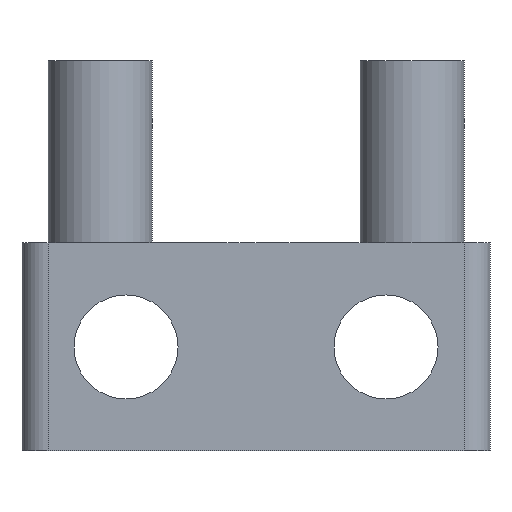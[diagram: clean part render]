
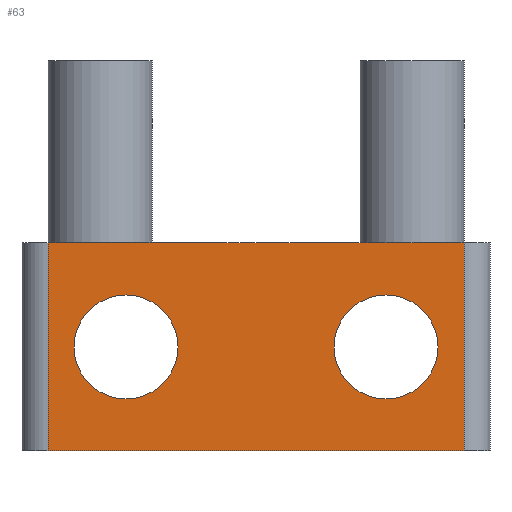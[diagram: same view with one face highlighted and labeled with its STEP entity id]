
A CAD part, left-side view. The second image highlights one B-rep face of the part: STEP entity #63.
In plain terms, the highlighted planar face has unit normal (-1, 0, 0).
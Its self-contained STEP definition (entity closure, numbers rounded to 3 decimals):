
#63=ADVANCED_FACE('',(#197,#199,#201),#203,.T.);
#197=FACE_BOUND('',#198,.T.);
#198=EDGE_LOOP('',(#414,#415,#416,#417));
#199=FACE_BOUND('',#200,.T.);
#200=EDGE_LOOP('',(#418));
#201=FACE_BOUND('',#202,.T.);
#202=EDGE_LOOP('',(#419));
#203=PLANE('',#204);
#204=AXIS2_PLACEMENT_3D('',#205,#206,#207);
#205=CARTESIAN_POINT('',(-8.,9.,0.));
#206=DIRECTION('',(-1.,0.,0.));
#207=DIRECTION('',(0.,-1.,0.));
#414=ORIENTED_EDGE('',*,*,#538,.T.);
#415=ORIENTED_EDGE('',*,*,#508,.F.);
#416=ORIENTED_EDGE('',*,*,#537,.F.);
#417=ORIENTED_EDGE('',*,*,#530,.T.);
#418=ORIENTED_EDGE('',*,*,#539,.T.);
#419=ORIENTED_EDGE('',*,*,#540,.T.);
#508=EDGE_CURVE('',#603,#605,#606,.T.);
#530=EDGE_CURVE('',#642,#640,#643,.T.);
#537=EDGE_CURVE('',#642,#603,#653,.T.);
#538=EDGE_CURVE('',#640,#605,#654,.T.);
#539=EDGE_CURVE('',#655,#655,#656,.T.);
#540=EDGE_CURVE('',#657,#657,#658,.T.);
#603=VERTEX_POINT('',#777);
#605=VERTEX_POINT('',#782);
#606=LINE('',#783,#784);
#640=VERTEX_POINT('',#868);
#642=VERTEX_POINT('',#873);
#643=LINE('',#874,#875);
#653=LINE('',#901,#902);
#654=LINE('',#904,#905);
#655=VERTEX_POINT('',#907);
#656=CIRCLE('',#908,2.);
#657=VERTEX_POINT('',#912);
#658=CIRCLE('',#913,2.);
#777=CARTESIAN_POINT('',(-8.,8.,8.));
#782=CARTESIAN_POINT('',(-8.,-8.,8.));
#783=CARTESIAN_POINT('',(-8.,8.,8.));
#784=VECTOR('',#785,1.);
#785=DIRECTION('',(0.,-1.,0.));
#868=CARTESIAN_POINT('',(-8.,-8.,0.));
#873=CARTESIAN_POINT('',(-8.,8.,0.));
#874=CARTESIAN_POINT('',(-8.,8.,0.));
#875=VECTOR('',#876,1.);
#876=DIRECTION('',(0.,-1.,0.));
#901=CARTESIAN_POINT('',(-8.,8.,0.));
#902=VECTOR('',#903,1.);
#903=DIRECTION('',(0.,0.,1.));
#904=CARTESIAN_POINT('',(-8.,-8.,0.));
#905=VECTOR('',#906,1.);
#906=DIRECTION('',(0.,0.,1.));
#907=CARTESIAN_POINT('',(-8.,-3.,4.));
#908=AXIS2_PLACEMENT_3D('',#909,#910,#911);
#909=CARTESIAN_POINT('',(-8.,-5.,4.));
#910=DIRECTION('',(1.,0.,0.));
#911=DIRECTION('',(0.,1.,0.));
#912=CARTESIAN_POINT('',(-8.,7.,4.));
#913=AXIS2_PLACEMENT_3D('',#914,#915,#916);
#914=CARTESIAN_POINT('',(-8.,5.,4.));
#915=DIRECTION('',(1.,0.,0.));
#916=DIRECTION('',(0.,1.,0.));
